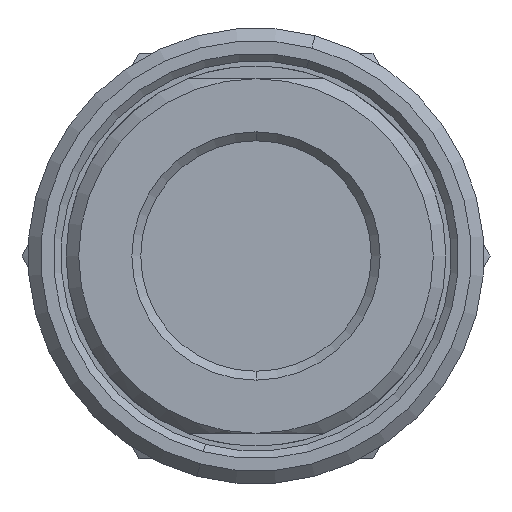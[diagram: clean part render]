
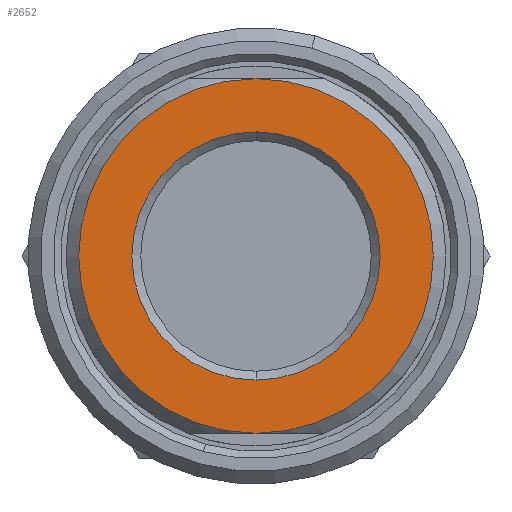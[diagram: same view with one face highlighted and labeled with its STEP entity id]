
A CAD part, front view. The second image highlights one B-rep face of the part: STEP entity #2652.
In plain terms, the highlighted planar face has unit normal (0, -1, 0).
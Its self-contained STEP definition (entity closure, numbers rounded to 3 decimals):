
#219 = CIRCLE ( 'NONE', #3292, 4.9 ) ;
#222 = CIRCLE ( 'NONE', #3293, 7. ) ;
#223 = CIRCLE ( 'NONE', #3294, 7. ) ;
#247 = CIRCLE ( 'NONE', #3304, 4.9 ) ;
#369 = ORIENTED_EDGE ( 'NONE', *, *, #2847, .T. ) ;
#383 = ORIENTED_EDGE ( 'NONE', *, *, #2846, .T. ) ;
#403 = ORIENTED_EDGE ( 'NONE', *, *, #2845, .T. ) ;
#420 = ORIENTED_EDGE ( 'NONE', *, *, #2866, .T. ) ;
#1297 = VERTEX_POINT ( 'NONE', #2008 ) ;
#1298 = VERTEX_POINT ( 'NONE', #2009 ) ;
#1305 = VERTEX_POINT ( 'NONE', #2016 ) ;
#1306 = VERTEX_POINT ( 'NONE', #2017 ) ;
#2008 = CARTESIAN_POINT ( 'NONE',  ( 0., 0., -4.9 ) ) ;
#2009 = CARTESIAN_POINT ( 'NONE',  ( 0., 0., 4.9 ) ) ;
#2016 = CARTESIAN_POINT ( 'NONE',  ( 0., 0., -7. ) ) ;
#2017 = CARTESIAN_POINT ( 'NONE',  ( 0., 0., 7. ) ) ;
#2248 = CARTESIAN_POINT ( 'NONE',  ( 0., 0., 0. ) ) ;
#2249 = DIRECTION ( 'NONE',  ( 0., 1., 0. ) ) ;
#2250 = DIRECTION ( 'NONE',  ( 0., 0., 1. ) ) ;
#2252 = CARTESIAN_POINT ( 'NONE',  ( 0., 0., 0. ) ) ;
#2253 = DIRECTION ( 'NONE',  ( 0., -1., 0. ) ) ;
#2254 = DIRECTION ( 'NONE',  ( 0., 0., -1. ) ) ;
#2257 = CARTESIAN_POINT ( 'NONE',  ( 0., 0., 0. ) ) ;
#2258 = DIRECTION ( 'NONE',  ( 0., -1., 0. ) ) ;
#2259 = DIRECTION ( 'NONE',  ( 0., 0., -1. ) ) ;
#2317 = CARTESIAN_POINT ( 'NONE',  ( 0., 0., 0. ) ) ;
#2318 = DIRECTION ( 'NONE',  ( 0., 1., 0. ) ) ;
#2319 = DIRECTION ( 'NONE',  ( 0., 0., 1. ) ) ;
#2497 = FACE_OUTER_BOUND ( 'NONE', #3327, .T. ) ;
#2498 = FACE_BOUND ( 'NONE', #3336, .T. ) ;
#2652 = ADVANCED_FACE ( 'NONE', ( #2497, #2498 ), #3595, .T. ) ;
#2845 = EDGE_CURVE ( 'NONE', #1298, #1297, #219, .T. ) ;
#2846 = EDGE_CURVE ( 'NONE', #1306, #1305, #222, .T. ) ;
#2847 = EDGE_CURVE ( 'NONE', #1305, #1306, #223, .T. ) ;
#2866 = EDGE_CURVE ( 'NONE', #1297, #1298, #247, .T. ) ;
#3242 = AXIS2_PLACEMENT_3D ( 'NONE', #3602, #3603, #3604 ) ;
#3292 = AXIS2_PLACEMENT_3D ( 'NONE', #2248, #2249, #2250 ) ;
#3293 = AXIS2_PLACEMENT_3D ( 'NONE', #2252, #2253, #2254 ) ;
#3294 = AXIS2_PLACEMENT_3D ( 'NONE', #2257, #2258, #2259 ) ;
#3304 = AXIS2_PLACEMENT_3D ( 'NONE', #2317, #2318, #2319 ) ;
#3327 = EDGE_LOOP ( 'NONE', ( #383, #369 ) ) ;
#3336 = EDGE_LOOP ( 'NONE', ( #420, #403 ) ) ;
#3595 = PLANE ( 'NONE',  #3242 ) ;
#3602 = CARTESIAN_POINT ( 'NONE',  ( 0., 0., 0. ) ) ;
#3603 = DIRECTION ( 'NONE',  ( 0., -1., 0. ) ) ;
#3604 = DIRECTION ( 'NONE',  ( 0., 0., -1. ) ) ;
